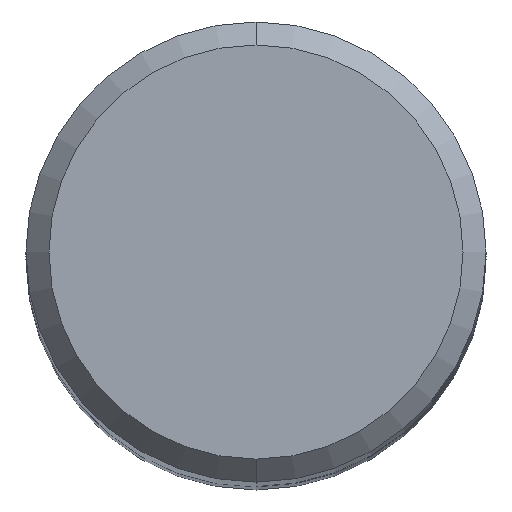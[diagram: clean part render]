
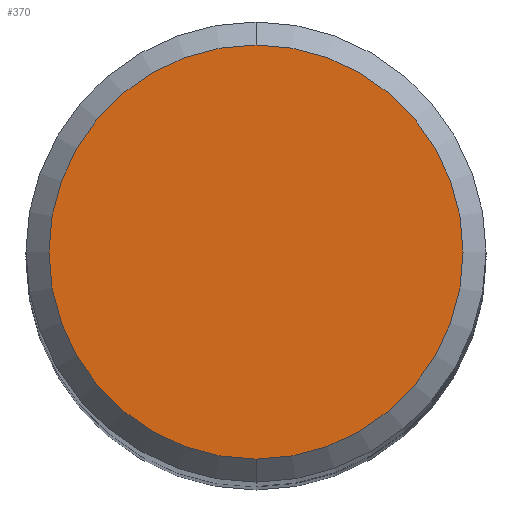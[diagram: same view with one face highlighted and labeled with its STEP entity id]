
A CAD part, top view. The second image highlights one B-rep face of the part: STEP entity #370.
In plain terms, the highlighted planar face has unit normal (0, 0, 1).
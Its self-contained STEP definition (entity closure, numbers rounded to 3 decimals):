
#256=VERTEX_POINT('',#557);
#292=EDGE_CURVE('',#256,#300,#597,.T.);
#300=VERTEX_POINT('',#605);
#370=ADVANCED_FACE('',(#684),#685,.T.);
#378=EDGE_CURVE('',#300,#256,#693,.T.);
#557=CARTESIAN_POINT('',(0.,-4.5,0.0));
#597=CIRCLE('',#1054,4.5);
#605=CARTESIAN_POINT('',(0.0,4.5,0.0));
#684=FACE_OUTER_BOUND('',#1214,.T.);
#685=PLANE('',#1215);
#693=CIRCLE('',#1228,4.5);
#1054=AXIS2_PLACEMENT_3D('',#1544,#1545,#1546);
#1214=EDGE_LOOP('',(#1667,#1668));
#1215=AXIS2_PLACEMENT_3D('',#1669,#1670,#1671);
#1228=AXIS2_PLACEMENT_3D('',#1674,#1675,#1676);
#1544=CARTESIAN_POINT('',(0.0,0.0,0.0));
#1545=DIRECTION('',(0.0,0.0,-1.0));
#1546=DIRECTION('',(0.0,1.0,0.0));
#1667=ORIENTED_EDGE('',*,*,#378,.F.);
#1668=ORIENTED_EDGE('',*,*,#292,.F.);
#1669=CARTESIAN_POINT('',(0.0,2.25,0.0));
#1670=DIRECTION('',(-0.0,0.0,1.0));
#1671=DIRECTION('',(0.0,-1.0,0.0));
#1674=CARTESIAN_POINT('',(0.0,0.0,0.0));
#1675=DIRECTION('',(0.0,0.0,-1.0));
#1676=DIRECTION('',(0.0,1.0,0.0));
